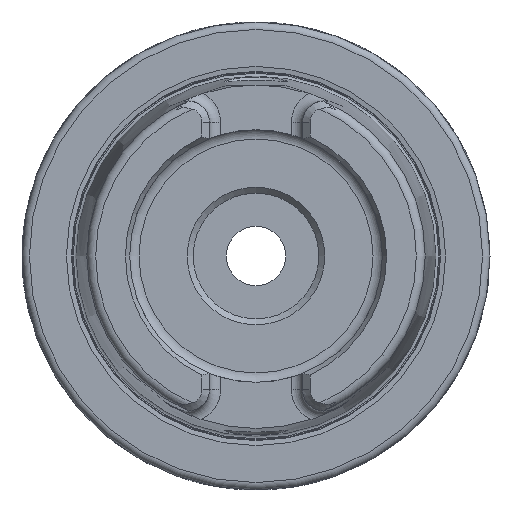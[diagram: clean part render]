
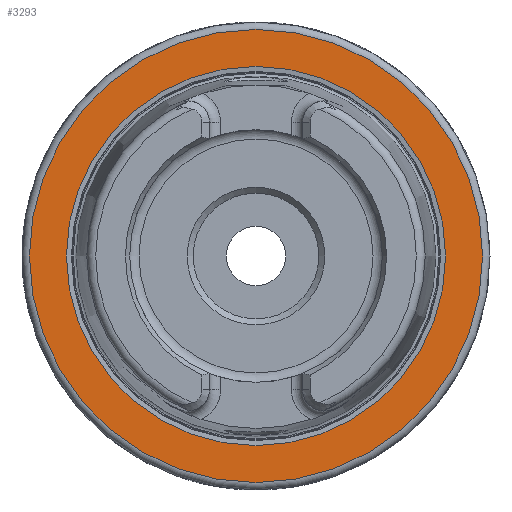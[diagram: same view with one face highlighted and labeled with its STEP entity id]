
A CAD part, left-side view. The second image highlights one B-rep face of the part: STEP entity #3293.
In plain terms, the highlighted planar face has unit normal (-1, 0, 0).
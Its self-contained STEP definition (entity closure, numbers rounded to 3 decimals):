
#159=FACE_BOUND('',#609,.T.);
#223=PLANE('',#3686);
#405=FACE_OUTER_BOUND('',#608,.T.);
#608=EDGE_LOOP('',(#3004));
#609=EDGE_LOOP('',(#3005));
#779=CIRCLE('',#3685,25.52);
#780=CIRCLE('',#3687,30.5);
#1560=VERTEX_POINT('',#7633);
#1561=VERTEX_POINT('',#7637);
#2046=EDGE_CURVE('',#1560,#1560,#779,.T.);
#2047=EDGE_CURVE('',#1561,#1561,#780,.T.);
#3004=ORIENTED_EDGE('',*,*,#2047,.F.);
#3005=ORIENTED_EDGE('',*,*,#2046,.T.);
#3293=ADVANCED_FACE('',(#405,#159),#223,.T.);
#3685=AXIS2_PLACEMENT_3D('',#7635,#4511,#4512);
#3686=AXIS2_PLACEMENT_3D('',#7636,#4513,#4514);
#3687=AXIS2_PLACEMENT_3D('',#7638,#4515,#4516);
#4511=DIRECTION('center_axis',(1.,0.,0.));
#4512=DIRECTION('ref_axis',(0.,0.,-1.));
#4513=DIRECTION('center_axis',(-1.,0.,0.));
#4514=DIRECTION('ref_axis',(0.,0.,1.));
#4515=DIRECTION('center_axis',(1.,0.,0.));
#4516=DIRECTION('ref_axis',(0.,0.,-1.));
#7633=CARTESIAN_POINT('',(0.,-25.52,0.));
#7635=CARTESIAN_POINT('Origin',(0.,0.,
0.));
#7636=CARTESIAN_POINT('Origin',(0.,30.5,0.));
#7637=CARTESIAN_POINT('',(0.,0.,30.5));
#7638=CARTESIAN_POINT('Origin',(0.,0.,
0.));
